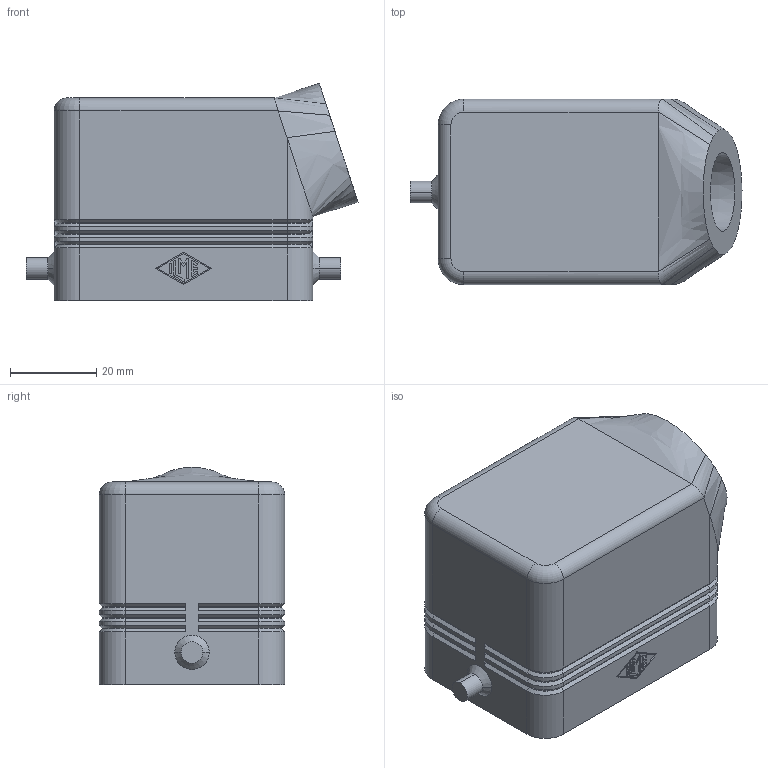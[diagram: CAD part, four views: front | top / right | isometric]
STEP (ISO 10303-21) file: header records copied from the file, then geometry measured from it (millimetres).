
FILE_DESCRIPTION(('Creo Elements/Direct Modeling STEP Export'),'2;1');
FILE_NAME('CHOT_06_4_L.stp','2012-12-18T13:49:04',(''),(''),'Creo Elements/Direct Modeling STEP processor for AP214 (Solid Model)','Creo Elements/Direct Modeling 18.0B 02-Dec-2011 (C) Parametric Technology GmbH','');
FILE_SCHEMA(('AUTOMOTIVE_DESIGN { 1 0 10303 214 1 1 1 1 }'));
Length unit declared in the file: millimetre
Products named in the file (1): CHO_Tüllengehäuse_1_Bügel_für_einen_Einsatz
Bounding box: 76.96 x 43 x 50.41 mm (x, y, z)
Volume: 45318 mm3; surface area: 23212.3 mm2
Topology: 1 solids, 2 shells, 265 faces, 641 edges, 387 vertices
Faces by surface type: plane 140, cylinder 75, cone 38, bspline 8, torus 4
Entity records: 7887 total; most frequent: CARTESIAN_POINT 1776, ORIENTED_EDGE 1266, DIRECTION 1254, EDGE_CURVE 633, VECTOR 448, LINE 448, AXIS2_PLACEMENT_3D 403, VERTEX_POINT 387
